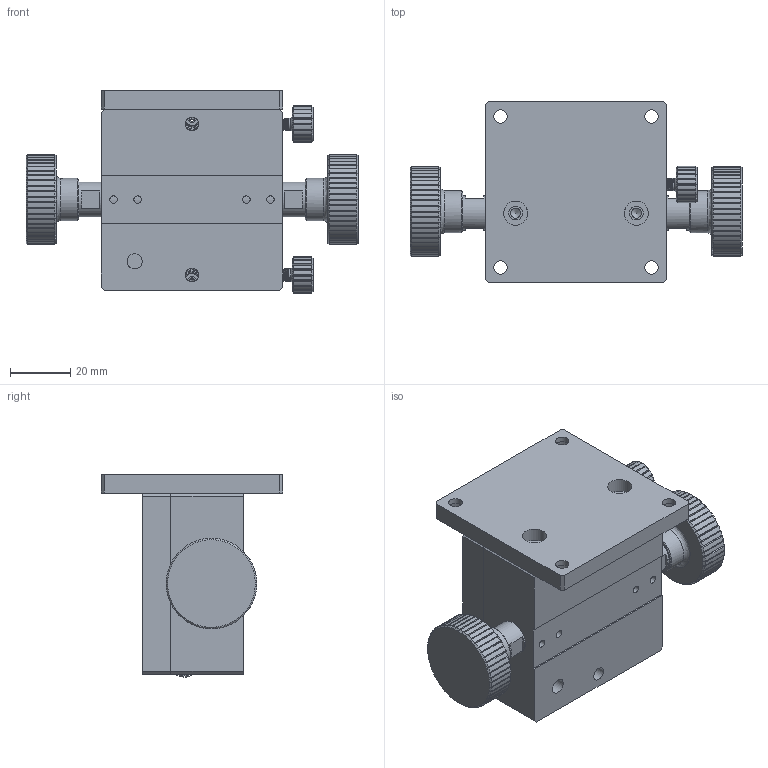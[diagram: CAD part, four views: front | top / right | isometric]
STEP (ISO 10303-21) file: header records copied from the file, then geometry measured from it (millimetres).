
FILE_DESCRIPTION (( 'STEP AP203' ), '1' );
FILE_NAME ('528804.STEP', '2024-10-15T05:47:51', ( 'Windows User' ), ( 'P R C' ), 'SwSTEP 2.0', 'SolidWorks 2020', '' );
FILE_SCHEMA (( 'CONFIG_CONTROL_DESIGN' ));
Length unit declared in the file: millimetre
Products named in the file (1): 528804
Bounding box: 110 x 60 x 66.99 mm (x, y, z)
Volume: 149150.4 mm3; surface area: 58881.9 mm2
Topology: 10 solids, 10 shells, 1220 faces, 2981 edges, 1797 vertices
Faces by surface type: plane 596, cone 313, cylinder 272, bspline 39
Full cylindrical faces by diameter (mm): 2.05 x3, 2.5 x15, 2.9 x2, 3.3 x20, 3.4 x2, 4 x38, 4.5 x8, 5 x3, 6 x2, 7 x5, 8 x8, 11.5 x2, 12.2 x2, 14 x2, 15 x1
Entity records: 157419 total; most frequent: CARTESIAN_POINT 131634, ORIENTED_EDGE 5418, DIRECTION 5053, EDGE_CURVE 2709, AXIS2_PLACEMENT_3D 1941, VERTEX_POINT 1674, EDGE_LOOP 1391, FACE_OUTER_BOUND 1261
